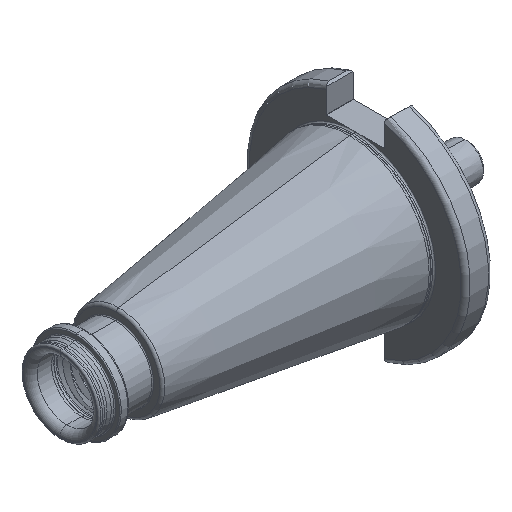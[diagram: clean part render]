
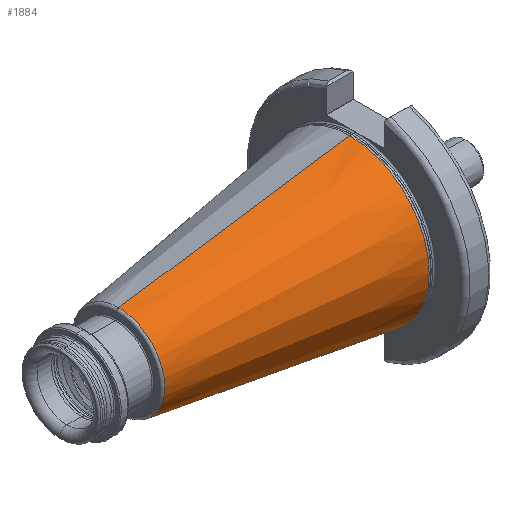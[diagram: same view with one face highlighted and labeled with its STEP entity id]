
A CAD part, isometric view. The second image highlights one B-rep face of the part: STEP entity #1884.
In plain terms, the highlighted conical face has half-angle 8.297 degrees and reference radius 35.027 mm.
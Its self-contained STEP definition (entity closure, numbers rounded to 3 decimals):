
#194 = EDGE_CURVE ( 'NONE', #1295, #1278, #5607, .T. ) ;
#195 = EDGE_CURVE ( 'NONE', #1287, #1293, #5606, .T. ) ;
#261 = EDGE_CURVE ( 'NONE', #1293, #1278, #3248, .T. ) ;
#383 = EDGE_CURVE ( 'NONE', #1287, #1295, #2091, .T. ) ;
#1278 = VERTEX_POINT ( 'NONE', #2217 ) ;
#1287 = VERTEX_POINT ( 'NONE', #2226 ) ;
#1293 = VERTEX_POINT ( 'NONE', #2232 ) ;
#1295 = VERTEX_POINT ( 'NONE', #1945 ) ;
#1561 = VECTOR ( 'NONE', #2093, 1000. ) ;
#1619 = CARTESIAN_POINT ( 'NONE',  ( -8.5, 0., 0. ) ) ;
#1623 = DIRECTION ( 'NONE',  ( 1., 0., 0. ) ) ;
#1624 = DIRECTION ( 'NONE',  ( 0., 0., -1. ) ) ;
#1884 = ADVANCED_FACE ( 'NONE', ( #5385 ), #5609, .T. ) ;
#1908 = AXIS2_PLACEMENT_3D ( 'NONE', #3522, #3523, #3524 ) ;
#1918 = AXIS2_PLACEMENT_3D ( 'NONE', #3519, #3520, #3521 ) ;
#1945 = CARTESIAN_POINT ( 'NONE',  ( -8.5, 0., -35.027 ) ) ;
#2091 = LINE ( 'NONE', #2092, #1561 ) ;
#2092 = CARTESIAN_POINT ( 'NONE',  ( -8.5, 0., -35.027 ) ) ;
#2093 = DIRECTION ( 'NONE',  ( 0.99, 0., -0.144 ) ) ;
#2217 = CARTESIAN_POINT ( 'NONE',  ( -8.5, 0., 35.027 ) ) ;
#2226 = CARTESIAN_POINT ( 'NONE',  ( -110.123, 0., -20.207 ) ) ;
#2232 = CARTESIAN_POINT ( 'NONE',  ( -110.123, 0., 20.207 ) ) ;
#2268 = VECTOR ( 'NONE', #3250, 1000. ) ;
#3248 = LINE ( 'NONE', #3249, #2268 ) ;
#3249 = CARTESIAN_POINT ( 'NONE',  ( -8.5, 0., 35.027 ) ) ;
#3250 = DIRECTION ( 'NONE',  ( 0.99, 0., 0.144 ) ) ;
#3519 = CARTESIAN_POINT ( 'NONE',  ( -8.5, 0., 0. ) ) ;
#3520 = DIRECTION ( 'NONE',  ( -1., 0., 0. ) ) ;
#3521 = DIRECTION ( 'NONE',  ( 0., 0., 1. ) ) ;
#3522 = CARTESIAN_POINT ( 'NONE',  ( -110.123, 0., 0. ) ) ;
#3523 = DIRECTION ( 'NONE',  ( -1., 0., 0. ) ) ;
#3524 = DIRECTION ( 'NONE',  ( 0., 0., 1. ) ) ;
#4656 = EDGE_LOOP ( 'NONE', ( #5209, #5208, #5207, #5211 ) ) ;
#5207 = ORIENTED_EDGE ( 'NONE', *, *, #383, .T. ) ;
#5208 = ORIENTED_EDGE ( 'NONE', *, *, #195, .F. ) ;
#5209 = ORIENTED_EDGE ( 'NONE', *, *, #261, .F. ) ;
#5211 = ORIENTED_EDGE ( 'NONE', *, *, #194, .T. ) ;
#5385 = FACE_OUTER_BOUND ( 'NONE', #4656, .T. ) ;
#5388 = AXIS2_PLACEMENT_3D ( 'NONE', #1619, #1623, #1624 ) ;
#5606 = CIRCLE ( 'NONE', #1908, 20.207 ) ;
#5607 = CIRCLE ( 'NONE', #1918, 35.027 ) ;
#5609 = CONICAL_SURFACE ( 'NONE', #5388, 35.027, 0.145 ) ;
